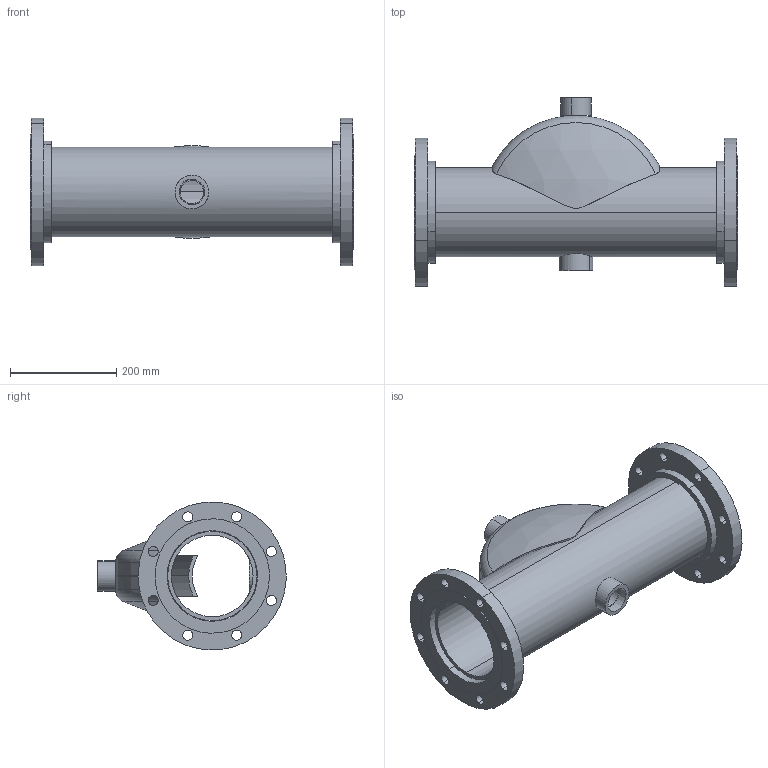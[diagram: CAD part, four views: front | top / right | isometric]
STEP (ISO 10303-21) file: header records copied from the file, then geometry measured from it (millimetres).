
FILE_DESCRIPTION (( 'STEP AP203' ), '1' );
FILE_NAME ('SS-AP-106.STEP', '2021-03-18T13:12:49', ( '' ), ( '' ), 'SwSTEP 2.0', 'SolidWorks 2021', '' );
FILE_SCHEMA (( 'CONFIG_CONTROL_DESIGN' ));
Length unit declared in the file: inch
Products named in the file (8): 37D1207; 9466100; 37M1206_23; SS-AP-106; 99P0409_23; Couplings_9506045; Couplings_9506038
Assembly tree (8 placements, depth 2):
  SS-AP-106
    99P0409_23
    37D1207
    37D1207
    Couplings_9506038
    Couplings_9506045
    9466100  x2
    37M1206_23
Bounding box: 609.6 x 355.48 x 279.13 mm (x, y, z)
Volume: 4481385.7 mm3; surface area: 1116472.2 mm2
Topology: 8 solids, 8 shells, 127 faces, 307 edges, 202 vertices
Faces by surface type: cylinder 77, plane 32, bspline 6, sphere 4, torus 4, cone 4
Entity records: 5817 total; most frequent: CARTESIAN_POINT 2563, DIRECTION 515, ORIENTED_EDGE 470, EDGE_CURVE 235, AXIS2_PLACEMENT_3D 216, VERTEX_POINT 154, EDGE_LOOP 131, CIRCLE 112
